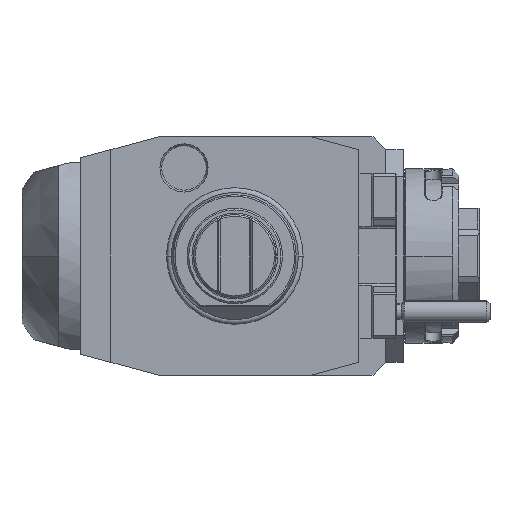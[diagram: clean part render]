
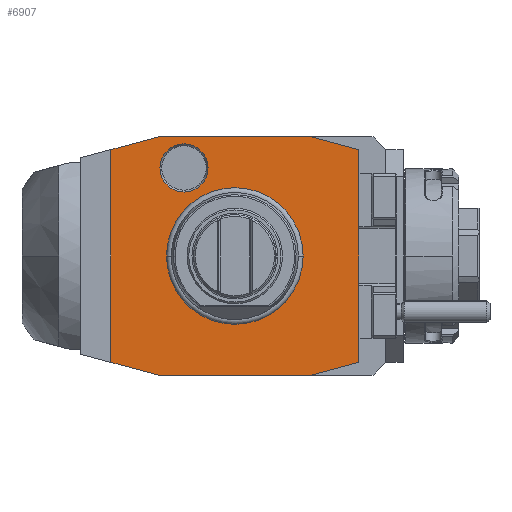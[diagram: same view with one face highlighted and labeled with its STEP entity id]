
A CAD part, front view. The second image highlights one B-rep face of the part: STEP entity #6907.
In plain terms, the highlighted planar face has unit normal (0, -1, 0).
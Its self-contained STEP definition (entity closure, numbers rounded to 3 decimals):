
#1=DIRECTION('',(1.,0.,0.));
#2=VECTOR('',#1,48.);
#3=CARTESIAN_POINT('',(-24.,0.,-37.5));
#4=LINE('',#3,#2);
#5=DIRECTION('',(0.966,0.,-0.259));
#6=VECTOR('',#5,15.529);
#7=CARTESIAN_POINT('',(-39.,0.,-33.481));
#8=LINE('',#7,#6);
#9=DIRECTION('',(0.,0.,-1.));
#10=VECTOR('',#9,66.962);
#11=CARTESIAN_POINT('',(-39.,0.,33.481));
#12=LINE('',#11,#10);
#13=DIRECTION('',(-0.966,0.,-0.259));
#14=VECTOR('',#13,15.529);
#15=CARTESIAN_POINT('',(-24.,0.,37.5));
#16=LINE('',#15,#14);
#17=DIRECTION('',(-1.,0.,0.));
#18=VECTOR('',#17,48.);
#19=CARTESIAN_POINT('',(24.,0.,37.5));
#20=LINE('',#19,#18);
#21=DIRECTION('',(-0.966,0.,0.259));
#22=VECTOR('',#21,15.529);
#23=CARTESIAN_POINT('',(39.,0.,33.481));
#24=LINE('',#23,#22);
#25=DIRECTION('',(0.,0.,1.));
#26=VECTOR('',#25,66.962);
#27=CARTESIAN_POINT('',(39.,0.,-33.481));
#28=LINE('',#27,#26);
#29=DIRECTION('',(0.966,0.,0.259));
#30=VECTOR('',#29,15.529);
#31=CARTESIAN_POINT('',(24.,0.,-37.5));
#32=LINE('',#31,#30);
#33=CARTESIAN_POINT('',(-16.,0.,27.713));
#34=DIRECTION('',(0.,1.,0.));
#35=DIRECTION('',(1.,0.,0.));
#36=AXIS2_PLACEMENT_3D('',#33,#34,#35);
#38=CARTESIAN_POINT('',(-16.,0.,27.713));
#39=DIRECTION('',(0.,1.,0.));
#40=DIRECTION('',(-1.,0.,0.));
#41=AXIS2_PLACEMENT_3D('',#38,#39,#40);
#3817=CARTESIAN_POINT('',(0.,0.,0.));
#3818=DIRECTION('',(0.,-1.,0.));
#3819=DIRECTION('',(1.,0.,0.));
#3820=AXIS2_PLACEMENT_3D('',#3817,#3818,#3819);
#3822=CARTESIAN_POINT('',(0.,0.,0.));
#3823=DIRECTION('',(0.,-1.,0.));
#3824=DIRECTION('',(-1.,0.,0.));
#3825=AXIS2_PLACEMENT_3D('',#3822,#3823,#3824);
#6052=CARTESIAN_POINT('',(-8.423,0.,
27.713));
#6053=CARTESIAN_POINT('',(-23.577,0.,
27.713));
#6054=VERTEX_POINT('',#6052);
#6055=VERTEX_POINT('',#6053);
#6685=CARTESIAN_POINT('',(-24.,0.,-37.5));
#6686=CARTESIAN_POINT('',(24.,0.,-37.5));
#6687=VERTEX_POINT('',#6685);
#6688=VERTEX_POINT('',#6686);
#6689=CARTESIAN_POINT('',(39.,0.,-33.481));
#6690=CARTESIAN_POINT('',(39.,0.,33.481));
#6691=VERTEX_POINT('',#6689);
#6692=VERTEX_POINT('',#6690);
#6693=CARTESIAN_POINT('',(24.,0.,37.5));
#6694=VERTEX_POINT('',#6693);
#6695=CARTESIAN_POINT('',(-24.,0.,37.5));
#6696=VERTEX_POINT('',#6695);
#6697=CARTESIAN_POINT('',(-39.,0.,33.481));
#6698=VERTEX_POINT('',#6697);
#6699=CARTESIAN_POINT('',(-39.,0.,-33.481));
#6700=VERTEX_POINT('',#6699);
#6737=CARTESIAN_POINT('',(21.137,0.,0.));
#6738=CARTESIAN_POINT('',(-21.137,0.,0.));
#6739=VERTEX_POINT('',#6737);
#6740=VERTEX_POINT('',#6738);
#6872=CARTESIAN_POINT('',(0.,0.,0.));
#6873=DIRECTION('',(0.,-1.,0.));
#6874=DIRECTION('',(-1.,0.,0.));
#6875=AXIS2_PLACEMENT_3D('',#6872,#6873,#6874);
#6876=PLANE('',#6875);
#6878=ORIENTED_EDGE('',*,*,#6877,.F.);
#6880=ORIENTED_EDGE('',*,*,#6879,.F.);
#6882=ORIENTED_EDGE('',*,*,#6881,.F.);
#6884=ORIENTED_EDGE('',*,*,#6883,.F.);
#6886=ORIENTED_EDGE('',*,*,#6885,.F.);
#6888=ORIENTED_EDGE('',*,*,#6887,.F.);
#6890=ORIENTED_EDGE('',*,*,#6889,.F.);
#6892=ORIENTED_EDGE('',*,*,#6891,.F.);
#6893=EDGE_LOOP('',(#6878,#6880,#6882,#6884,#6886,#6888,#6890,#6892));
#6894=FACE_OUTER_BOUND('',#6893,.F.);
#6896=ORIENTED_EDGE('',*,*,#6895,.T.);
#6898=ORIENTED_EDGE('',*,*,#6897,.T.);
#6899=EDGE_LOOP('',(#6896,#6898));
#6900=FACE_BOUND('',#6899,.F.);
#6902=ORIENTED_EDGE('',*,*,#6901,.F.);
#6904=ORIENTED_EDGE('',*,*,#6903,.F.);
#6905=EDGE_LOOP('',(#6902,#6904));
#6906=FACE_BOUND('',#6905,.F.);
#37=CIRCLE('',#36,7.577);
#42=CIRCLE('',#41,7.577);
#3821=CIRCLE('',#3820,21.137);
#3826=CIRCLE('',#3825,21.137);
#6877=EDGE_CURVE('',#6687,#6688,#4,.T.);
#6879=EDGE_CURVE('',#6700,#6687,#8,.T.);
#6881=EDGE_CURVE('',#6698,#6700,#12,.T.);
#6883=EDGE_CURVE('',#6696,#6698,#16,.T.);
#6885=EDGE_CURVE('',#6694,#6696,#20,.T.);
#6887=EDGE_CURVE('',#6692,#6694,#24,.T.);
#6889=EDGE_CURVE('',#6691,#6692,#28,.T.);
#6891=EDGE_CURVE('',#6688,#6691,#32,.T.);
#6895=EDGE_CURVE('',#6739,#6740,#3821,.T.);
#6897=EDGE_CURVE('',#6740,#6739,#3826,.T.);
#6901=EDGE_CURVE('',#6054,#6055,#37,.T.);
#6903=EDGE_CURVE('',#6055,#6054,#42,.T.);
#6907=ADVANCED_FACE('',(#6894,#6900,#6906),#6876,.T.);
